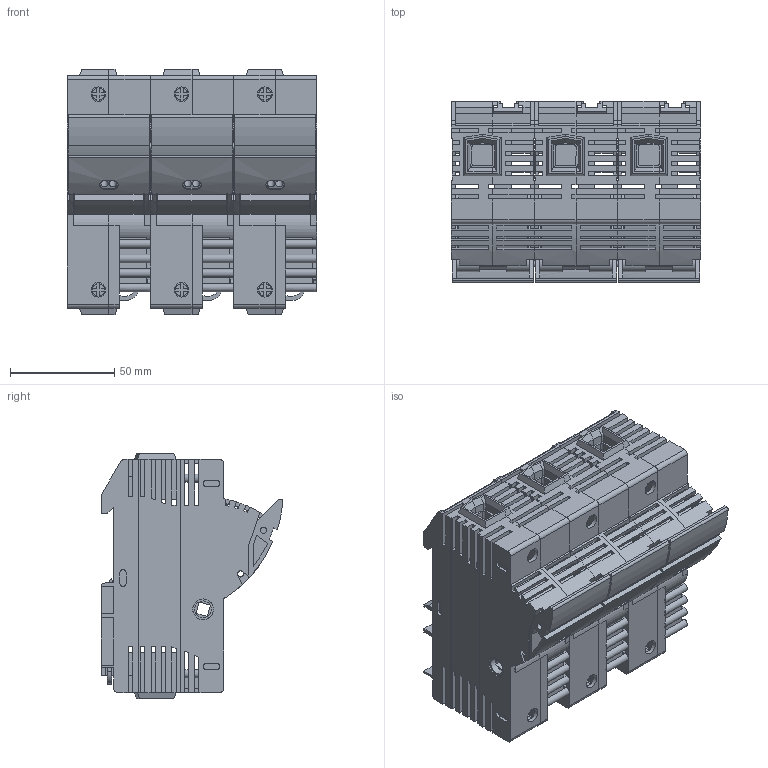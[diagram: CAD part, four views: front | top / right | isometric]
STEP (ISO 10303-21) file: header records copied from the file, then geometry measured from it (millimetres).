
FILE_DESCRIPTION((''),'2;1');
FILE_NAME('31922000.stp','2014-05-28T10:51:36',('AloisWeiner'),(''),'Autodesk Inventor 2013','Autodesk Inventor 2013','');
FILE_SCHEMA(('AUTOMOTIVE_DESIGN { 1 0 10303 214 1 1 1 1 }'));
Length unit declared in the file: millimetre
Products named in the file (9): 31922000; 31920000; 79741000; 79742000; 79743000; 30467000; 77022000; 79614000; 82058000
Assembly tree (16 placements, depth 3):
  31922000
    31920000  x3
      79741000
      79742000
      79743000
      30467000
      77022000
    79614000  x6
    82058000
Bounding box: 120 x 87.32 x 118 mm (x, y, z)
Volume: 308936.7 mm3; surface area: 224697.1 mm2
Topology: 25 solids, 25 shells, 2208 faces, 6735 edges, 4421 vertices
Faces by surface type: plane 1796, cylinder 388, torus 12, bspline 12
Full cylindrical faces by diameter (mm): 2.842 x3, 3 x10, 3.5 x6, 4 x6, 7 x6, 8 x12, 10 x9, 16 x3, 18 x3
Entity records: 23207 total; most frequent: CARTESIAN_POINT 4202, ORIENTED_EDGE 4070, DIRECTION 3716, EDGE_CURVE 2035, VECTOR 1712, LINE 1712, VERTEX_POINT 1344, AXIS2_PLACEMENT_3D 1002
